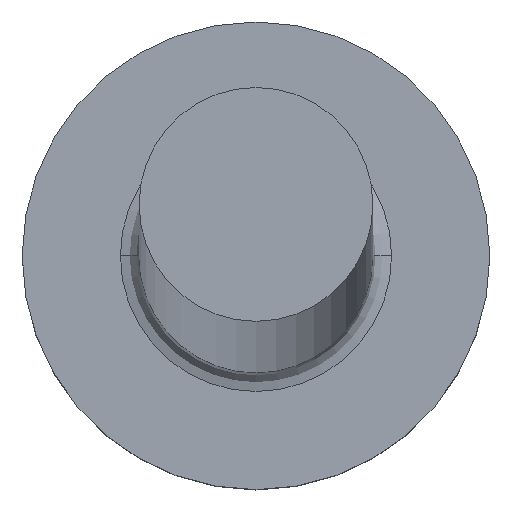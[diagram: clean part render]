
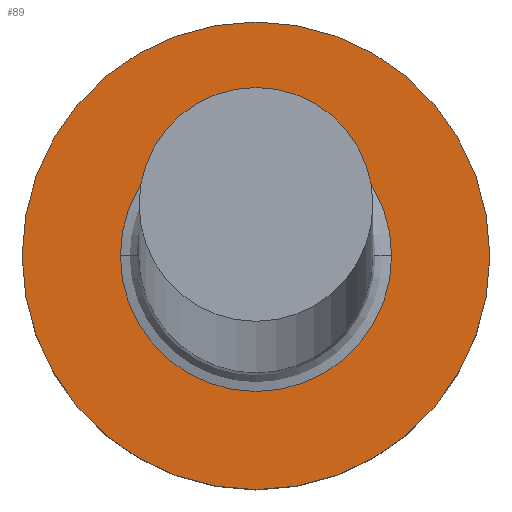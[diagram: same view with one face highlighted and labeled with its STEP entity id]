
A CAD part, top view. The second image highlights one B-rep face of the part: STEP entity #89.
In plain terms, the highlighted planar face has unit normal (0, 0, 1).
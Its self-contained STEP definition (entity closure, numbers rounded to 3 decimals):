
#6 = EDGE_LOOP ( 'NONE', ( #109, #253 ) ) ;
#21 = CARTESIAN_POINT ( 'NONE',  ( 0., 0., 2. ) ) ;
#32 = AXIS2_PLACEMENT_3D ( 'NONE', #297, #295, #185 ) ;
#52 = AXIS2_PLACEMENT_3D ( 'NONE', #88, #115, #212 ) ;
#56 = EDGE_CURVE ( 'NONE', #62, #296, #90, .T. ) ;
#57 = EDGE_LOOP ( 'NONE', ( #158, #84 ) ) ;
#62 = VERTEX_POINT ( 'NONE', #229 ) ;
#79 = AXIS2_PLACEMENT_3D ( 'NONE', #258, #116, #281 ) ;
#84 = ORIENTED_EDGE ( 'NONE', *, *, #141, .T. ) ;
#88 = CARTESIAN_POINT ( 'NONE',  ( 0., 0., 2. ) ) ;
#89 = ADVANCED_FACE ( 'NONE', ( #161, #111 ), #226, .T. ) ;
#90 = CIRCLE ( 'NONE', #186, 1.45 ) ;
#91 = DIRECTION ( 'NONE',  ( 0., 0., -1. ) ) ;
#98 = EDGE_CURVE ( 'NONE', #183, #137, #225, .T. ) ;
#109 = ORIENTED_EDGE ( 'NONE', *, *, #220, .T. ) ;
#111 = FACE_OUTER_BOUND ( 'NONE', #57, .T. ) ;
#115 = DIRECTION ( 'NONE',  ( 0., 0., 1. ) ) ;
#116 = DIRECTION ( 'NONE',  ( 0., 0., 1. ) ) ;
#122 = CARTESIAN_POINT ( 'NONE',  ( -2.5, 0., 2. ) ) ;
#133 = DIRECTION ( 'NONE',  ( 0., 0., -1. ) ) ;
#136 = CARTESIAN_POINT ( 'NONE',  ( 0., 0., 2. ) ) ;
#137 = VERTEX_POINT ( 'NONE', #257 ) ;
#141 = EDGE_CURVE ( 'NONE', #137, #183, #172, .T. ) ;
#158 = ORIENTED_EDGE ( 'NONE', *, *, #98, .T. ) ;
#161 = FACE_BOUND ( 'NONE', #6, .T. ) ;
#167 = AXIS2_PLACEMENT_3D ( 'NONE', #21, #91, #187 ) ;
#172 = CIRCLE ( 'NONE', #79, 2.5 ) ;
#183 = VERTEX_POINT ( 'NONE', #122 ) ;
#185 = DIRECTION ( 'NONE',  ( 1., 0., 0. ) ) ;
#186 = AXIS2_PLACEMENT_3D ( 'NONE', #136, #133, #228 ) ;
#187 = DIRECTION ( 'NONE',  ( 1., 0., 0. ) ) ;
#212 = DIRECTION ( 'NONE',  ( 1., 0., 0. ) ) ;
#215 = CIRCLE ( 'NONE', #167, 1.45 ) ;
#220 = EDGE_CURVE ( 'NONE', #296, #62, #215, .T. ) ;
#225 = CIRCLE ( 'NONE', #32, 2.5 ) ;
#226 = PLANE ( 'NONE',  #52 ) ;
#228 = DIRECTION ( 'NONE',  ( 1., 0., 0. ) ) ;
#229 = CARTESIAN_POINT ( 'NONE',  ( -1.45, 0., 2. ) ) ;
#253 = ORIENTED_EDGE ( 'NONE', *, *, #56, .T. ) ;
#257 = CARTESIAN_POINT ( 'NONE',  ( 2.5, 0., 2. ) ) ;
#258 = CARTESIAN_POINT ( 'NONE',  ( 0., 0., 2. ) ) ;
#281 = DIRECTION ( 'NONE',  ( 1., 0., 0. ) ) ;
#282 = CARTESIAN_POINT ( 'NONE',  ( 1.45, 0., 2. ) ) ;
#295 = DIRECTION ( 'NONE',  ( 0., 0., 1. ) ) ;
#296 = VERTEX_POINT ( 'NONE', #282 ) ;
#297 = CARTESIAN_POINT ( 'NONE',  ( 0., 0., 2. ) ) ;
